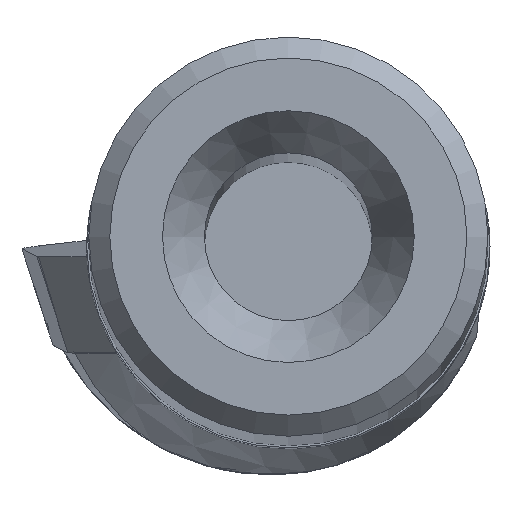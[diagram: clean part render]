
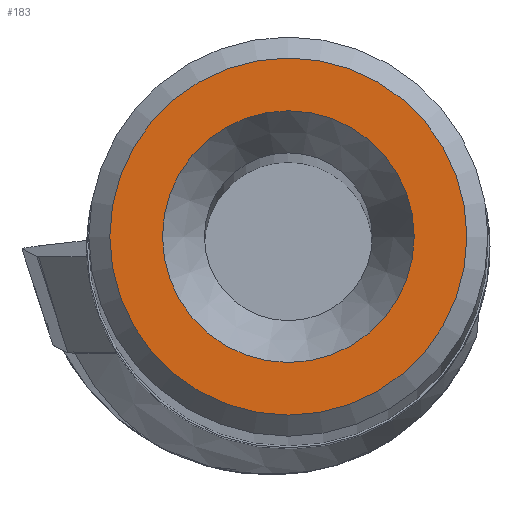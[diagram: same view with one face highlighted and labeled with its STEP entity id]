
A CAD part, top view. The second image highlights one B-rep face of the part: STEP entity #183.
In plain terms, the highlighted planar face has unit normal (0, 0, 1).
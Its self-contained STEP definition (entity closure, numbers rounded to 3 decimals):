
#183=ADVANCED_FACE('',(#243,#244),#214,.T.);
#214=PLANE('',#964);
#243=FACE_BOUND('',#288,.T.);
#244=FACE_BOUND('',#289,.T.);
#288=EDGE_LOOP('',(#458));
#289=EDGE_LOOP('',(#459));
#331=CIRCLE('',#962,3.);
#332=CIRCLE('',#963,4.256);
#458=ORIENTED_EDGE('',*,*,#689,.F.);
#459=ORIENTED_EDGE('',*,*,#690,.T.);
#599=VERTEX_POINT('',#1549);
#600=VERTEX_POINT('',#1551);
#689=EDGE_CURVE('',#599,#599,#331,.T.);
#690=EDGE_CURVE('',#600,#600,#332,.T.);
#962=AXIS2_PLACEMENT_3D('',#1548,#1140,#1141);
#963=AXIS2_PLACEMENT_3D('',#1550,#1142,#1143);
#964=AXIS2_PLACEMENT_3D('',#1552,#1144,#1145);
#1140=DIRECTION('',(0.,0.,1.));
#1141=DIRECTION('',(1.,0.,0.));
#1142=DIRECTION('',(0.,0.,1.));
#1143=DIRECTION('',(1.,0.,0.));
#1144=DIRECTION('',(0.,0.,1.));
#1145=DIRECTION('',(1.,0.,0.));
#1548=CARTESIAN_POINT('',(0.,0.,0.));
#1549=CARTESIAN_POINT('',(3.,0.,0.));
#1550=CARTESIAN_POINT('',(0.,0.,0.));
#1551=CARTESIAN_POINT('',(4.256,0.,0.));
#1552=CARTESIAN_POINT('',(0.,0.,0.));
